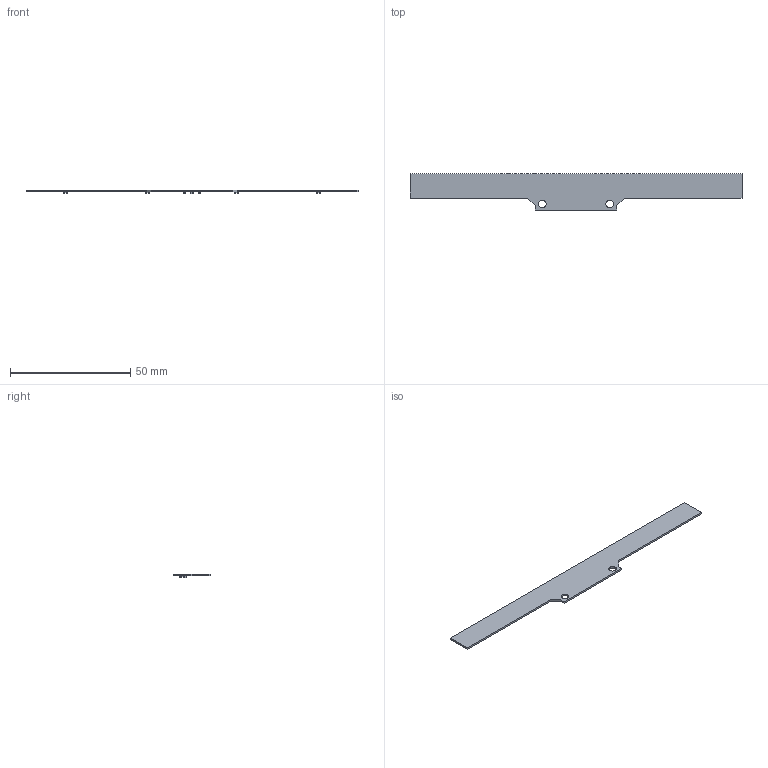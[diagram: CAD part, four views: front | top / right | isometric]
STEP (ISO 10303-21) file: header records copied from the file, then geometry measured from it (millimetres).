
FILE_DESCRIPTION(('KiCad electronic assembly'),'2;1');
FILE_NAME('General_purpose_lancer_sensor_board.step', '2020-02-01T15:02:16',('An Author'),('A Company'), 'Open CASCADE STEP processor 6.8','KiCad to STEP converter','Unknown' );
FILE_SCHEMA(('AUTOMOTIVE_DESIGN_CC2 { 1 2 10303 214 -1 1 5 4 }'));
Length unit declared in the file: millimetre
Products named in the file (7): Open CASCADE STEP translator 6.8 1; C_0603; SOLID; LED_0603; R_0603; COMPOUND
Assembly tree (12 placements, depth 3):
  Open CASCADE STEP translator 6.8 1
    C_0603
      SOLID
    LED_0603  x2
    R_0603  x6
      SOLID
    COMPOUND
Bounding box: 138 x 15 x 1.63 mm (x, y, z)
Volume: 1238.6 mm3; surface area: 3379 mm2
Topology: 8 solids, 8 shells, 210 faces, 576 edges, 384 vertices
Faces by surface type: plane 148, cylinder 62
Full cylindrical faces by diameter (mm): 3.2 x2
Entity records: 7011 total; most frequent: CARTESIAN_POINT 2829, DIRECTION 664, LINE 390, VECTOR 390, ORIENTED_EDGE 372, PCURVE 372, DEFINITIONAL_REPRESENTATION 372, EDGE_CURVE 186
